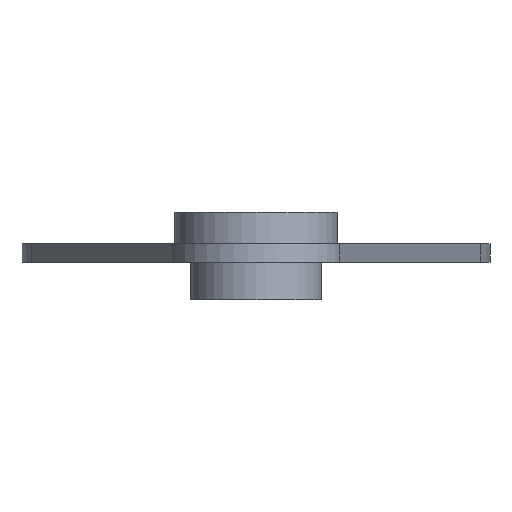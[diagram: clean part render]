
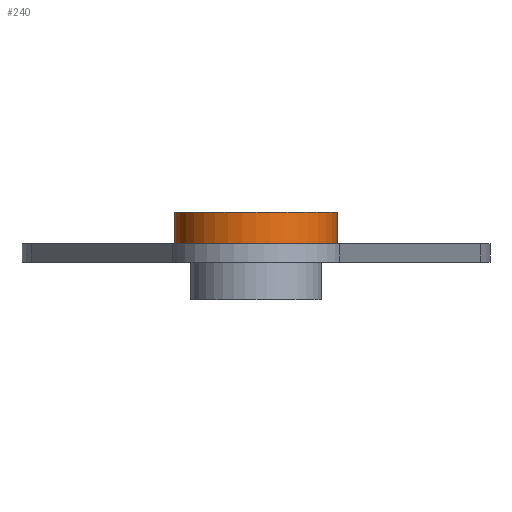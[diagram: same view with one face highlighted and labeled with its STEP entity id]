
A CAD part, front view. The second image highlights one B-rep face of the part: STEP entity #240.
In plain terms, the highlighted cylindrical face has radius 13 mm (diameter 26 mm), a partial arc.
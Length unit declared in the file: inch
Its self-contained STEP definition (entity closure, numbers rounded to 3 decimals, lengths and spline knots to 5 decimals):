
#31 = LINE ( 'NONE', #705, #480 ) ;
#79 = CIRCLE ( 'NONE', #270, 0.51181 ) ;
#124 = EDGE_CURVE ( 'NONE', #901, #580, #79, .T. ) ;
#176 = AXIS2_PLACEMENT_3D ( 'NONE', #309, #1019, #1241 ) ;
#214 = EDGE_LOOP ( 'NONE', ( #550, #275, #648, #1101 ) ) ;
#238 = DIRECTION ( 'NONE',  ( 0., 0., 1. ) ) ;
#240 = ADVANCED_FACE ( 'NONE', ( #959 ), #992, .T. ) ;
#243 = AXIS2_PLACEMENT_3D ( 'NONE', #878, #1230, #902 ) ;
#252 = LINE ( 'NONE', #1124, #359 ) ;
#264 = CIRCLE ( 'NONE', #176, 0.51181 ) ;
#270 = AXIS2_PLACEMENT_3D ( 'NONE', #1017, #346, #340 ) ;
#275 = ORIENTED_EDGE ( 'NONE', *, *, #793, .T. ) ;
#288 = VERTEX_POINT ( 'NONE', #954 ) ;
#309 = CARTESIAN_POINT ( 'NONE',  ( 0., -3.34646, 0.11811 ) ) ;
#340 = DIRECTION ( 'NONE',  ( 1., 0., 0. ) ) ;
#346 = DIRECTION ( 'NONE',  ( 0., 0., 1. ) ) ;
#359 = VECTOR ( 'NONE', #1243, 39.37008 ) ;
#390 = CARTESIAN_POINT ( 'NONE',  ( -0.51181, -3.34646, 0.31496 ) ) ;
#434 = CARTESIAN_POINT ( 'NONE',  ( -0.51181, -3.34646, 0.11811 ) ) ;
#480 = VECTOR ( 'NONE', #238, 39.37008 ) ;
#550 = ORIENTED_EDGE ( 'NONE', *, *, #574, .F. ) ;
#574 = EDGE_CURVE ( 'NONE', #1131, #901, #31, .T. ) ;
#580 = VERTEX_POINT ( 'NONE', #689 ) ;
#648 = ORIENTED_EDGE ( 'NONE', *, *, #1031, .T. ) ;
#689 = CARTESIAN_POINT ( 'NONE',  ( 0.51181, -3.34646, 0.31496 ) ) ;
#705 = CARTESIAN_POINT ( 'NONE',  ( -0.51181, -3.34646, 0.11811 ) ) ;
#793 = EDGE_CURVE ( 'NONE', #1131, #288, #264, .T. ) ;
#878 = CARTESIAN_POINT ( 'NONE',  ( 0., -3.34646, 0.11811 ) ) ;
#901 = VERTEX_POINT ( 'NONE', #390 ) ;
#902 = DIRECTION ( 'NONE',  ( 1., 0., 0. ) ) ;
#954 = CARTESIAN_POINT ( 'NONE',  ( 0.51181, -3.34646, 0.11811 ) ) ;
#959 = FACE_OUTER_BOUND ( 'NONE', #214, .T. ) ;
#992 = CYLINDRICAL_SURFACE ( 'NONE', #243, 0.51181 ) ;
#1017 = CARTESIAN_POINT ( 'NONE',  ( 0., -3.34646, 0.31496 ) ) ;
#1019 = DIRECTION ( 'NONE',  ( 0., 0., 1. ) ) ;
#1031 = EDGE_CURVE ( 'NONE', #288, #580, #252, .T. ) ;
#1101 = ORIENTED_EDGE ( 'NONE', *, *, #124, .F. ) ;
#1124 = CARTESIAN_POINT ( 'NONE',  ( 0.51181, -3.34646, 0.11811 ) ) ;
#1131 = VERTEX_POINT ( 'NONE', #434 ) ;
#1230 = DIRECTION ( 'NONE',  ( 0., 0., 1. ) ) ;
#1241 = DIRECTION ( 'NONE',  ( 1., 0., 0. ) ) ;
#1243 = DIRECTION ( 'NONE',  ( 0., 0., 1. ) ) ;
